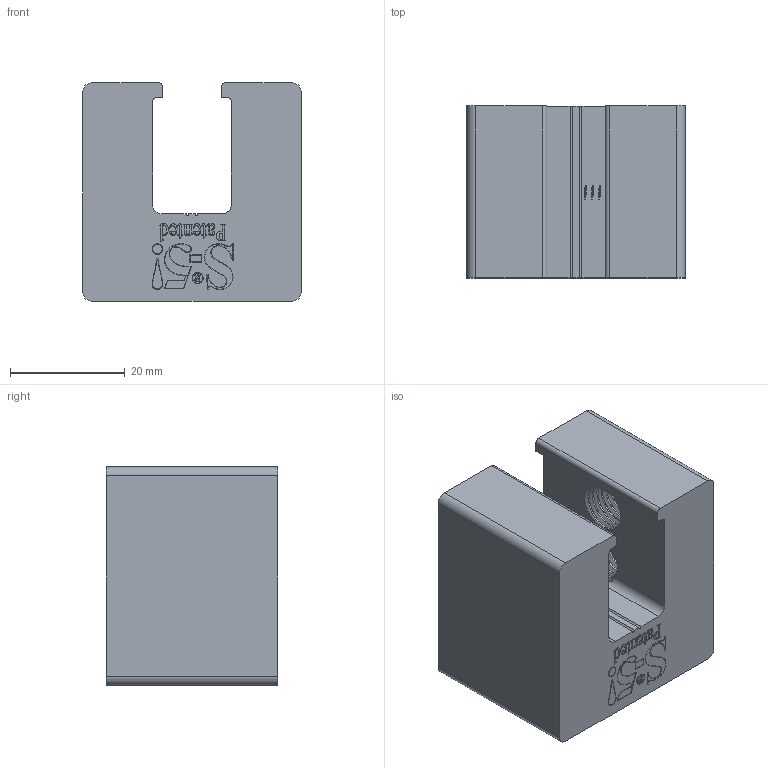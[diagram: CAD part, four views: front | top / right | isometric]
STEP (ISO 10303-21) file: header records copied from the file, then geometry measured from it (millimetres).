
FILE_DESCRIPTION (( 'STEP AP203' ), '1' );
FILE_NAME ('S-5-H90 Mini.STEP', '2016-12-15T17:13:27', ( '' ), ( '' ), 'SwSTEP 2.0', 'SolidWorks 2017', '' );
FILE_SCHEMA (( 'CONFIG_CONTROL_DESIGN' ));
Length unit declared in the file: inch
Products named in the file (1): S-5-H90 Mini
Bounding box: 38.1 x 30 x 38.1 mm (x, y, z)
Volume: 33049.9 mm3; surface area: 9138.5 mm2
Topology: 1 solids, 1 shells, 644 faces, 1786 edges, 1189 vertices
Faces by surface type: plane 284, bspline 235, cylinder 118, cone 7
Entity records: 35203 total; most frequent: CARTESIAN_POINT 20762, ORIENTED_EDGE 3572, DIRECTION 2015, EDGE_CURVE 1786, VERTEX_POINT 1189, LINE 1059, VECTOR 1059, EDGE_LOOP 693
